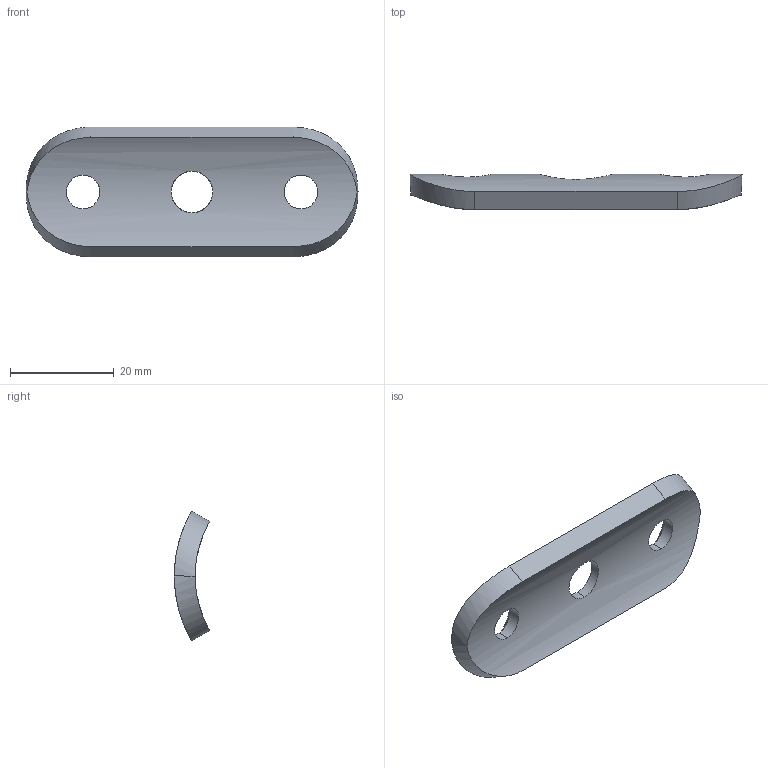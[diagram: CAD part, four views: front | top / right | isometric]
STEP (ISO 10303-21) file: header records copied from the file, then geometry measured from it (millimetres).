
FILE_DESCRIPTION (( 'STEP AP203' ), '1' );
FILE_NAME ('3D_GC2024_42.4_188741120.STEP', '2024-10-23T08:37:13', ( '' ), ( '' ), 'SwSTEP 2.0', 'SolidWorks 2023', '' );
FILE_SCHEMA (( 'CONFIG_CONTROL_DESIGN' ));
Length unit declared in the file: millimetre
Products named in the file (1): 3D_GC2024_42.4_188741120
Bounding box: 64 x 6.79 x 25 mm (x, y, z)
Volume: 4885.7 mm3; surface area: 3446.5 mm2
Topology: 1 solids, 1 shells, 21 faces, 54 edges, 36 vertices
Faces by surface type: cylinder 14, bspline 4, plane 3
Entity records: 3295 total; most frequent: CARTESIAN_POINT 2768, ORIENTED_EDGE 108, DIRECTION 60, EDGE_CURVE 54, VERTEX_POINT 36, B_SPLINE_CURVE_WITH_KNOTS 32, EDGE_LOOP 28, AXIS2_PLACEMENT_3D 22
